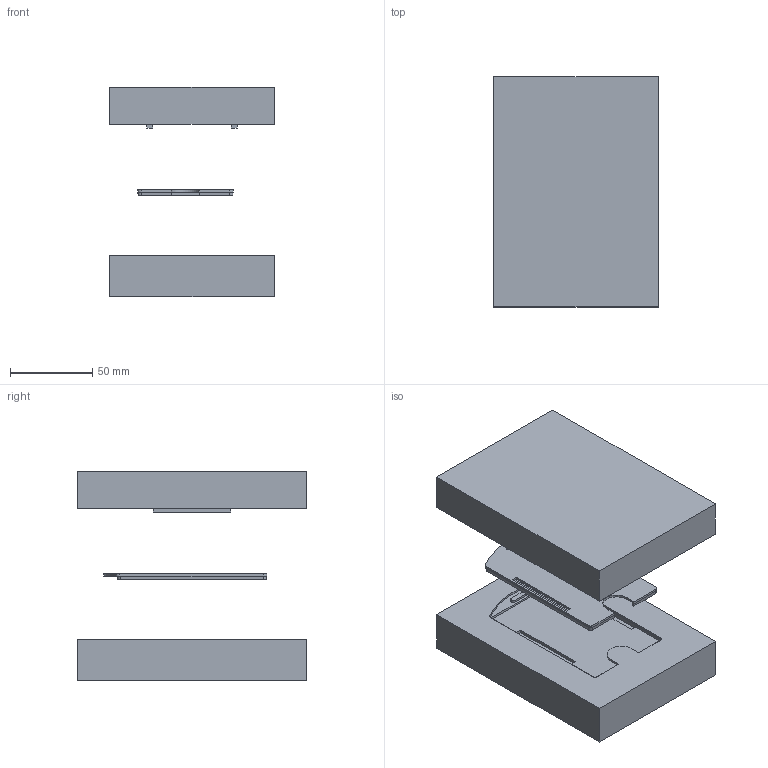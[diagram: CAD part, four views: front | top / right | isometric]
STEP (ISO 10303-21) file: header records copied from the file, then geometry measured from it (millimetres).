
FILE_DESCRIPTION(/* description */ (''),/* implementation_level */ '2;1');
FILE_NAME(/* name */ 'Ensamble card.stp',/* time_stamp */ '2020-06-11T22:25:19-05:00',/* author */ ('lopvar'),/* organization */ (''),/* preprocessor_version */ 'ST-DEVELOPER v18',/* originating_system */ 'Autodesk Inventor 2020',/* authorisation */ '');
FILE_SCHEMA (('AUTOMOTIVE_DESIGN { 1 0 10303 214 3 1 1 }'));
Length unit declared in the file: millimetre
Products named in the file (4): Ensamble card; cavidad; macho; Card Holder final
Assembly tree (3 placements, depth 2):
  Ensamble card
    cavidad
    macho
    Card Holder final
Bounding box: 100 x 140 x 127.58 mm (x, y, z)
Volume: 666654.4 mm3; surface area: 93380.4 mm2
Topology: 3 solids, 3 shells, 120 faces, 324 edges, 212 vertices
Faces by surface type: plane 88, cylinder 24, cone 8
Entity records: 3961 total; most frequent: CARTESIAN_POINT 663, ORIENTED_EDGE 648, DIRECTION 638, EDGE_CURVE 324, LINE 264, VECTOR 264, VERTEX_POINT 212, AXIS2_PLACEMENT_3D 187
